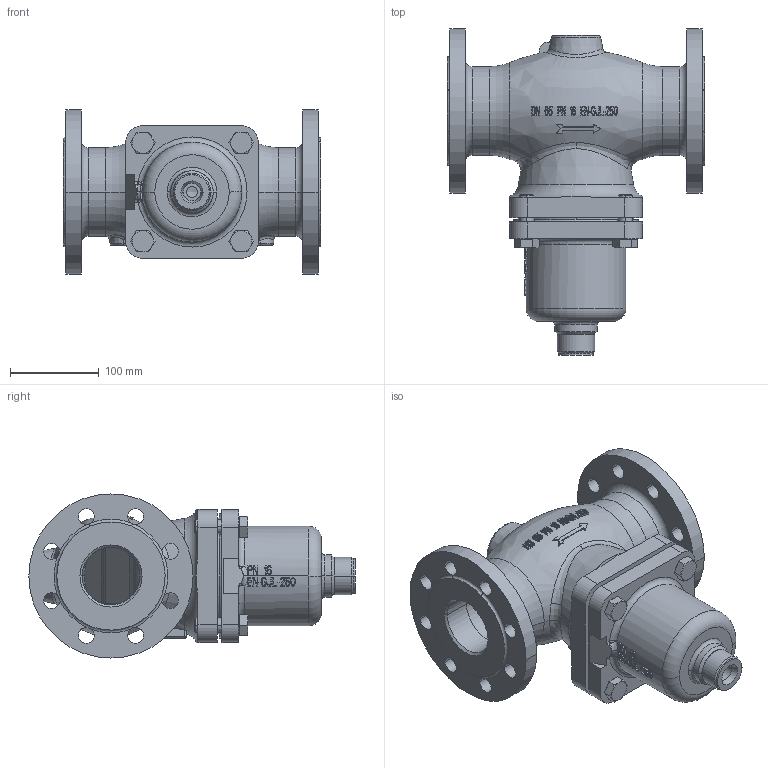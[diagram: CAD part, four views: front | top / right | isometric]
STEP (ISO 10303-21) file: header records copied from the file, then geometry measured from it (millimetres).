
FILE_DESCRIPTION((''),'2;1');
FILE_NAME('065B2394_VFG-2_PN16_DN65_ASM','2015-03-13T',('u317927'),('Danfoss'),'PRO/ENGINEER BY PARAMETRIC TECHNOLOGY CORPORATION, 2014000','PRO/ENGINEER BY PARAMETRIC TECHNOLOGY CORPORATION, 2014000','');
FILE_SCHEMA(('CONFIG_CONTROL_DESIGN'));
Length unit declared in the file: millimetre
Products named in the file (5): 8861006; 8861016; 5184024; 065B2394_ASM_ASM; 065B2394_VFG-2_PN16_DN65_ASM
Assembly tree (7 placements, depth 3):
  065B2394_VFG-2_PN16_DN65_ASM
    065B2394_ASM_ASM
      8861006
      8861016
      5184024  x4
Bounding box: 290 x 367.6 x 185 mm (x, y, z)
Volume: 3157497.4 mm3; surface area: 547048.1 mm2
Topology: 6 solids, 18 shells, 1293 faces, 3618 edges, 2387 vertices
Faces by surface type: plane 898, cylinder 196, bspline 88, torus 55, cone 52, sphere 4
Entity records: 45241 total; most frequent: CARTESIAN_POINT 15989, ORIENTED_EDGE 6844, DIRECTION 5034, EDGE_CURVE 3440, VERTEX_POINT 2279, AXIS2_PLACEMENT_3D 1932, B_SPLINE_CURVE_WITH_KNOTS 1486, EDGE_LOOP 1315
